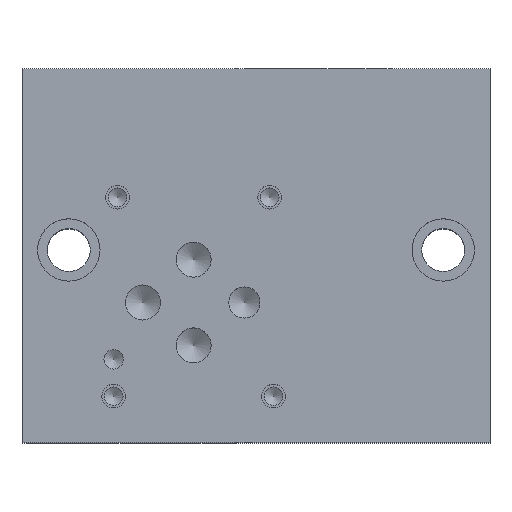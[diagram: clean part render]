
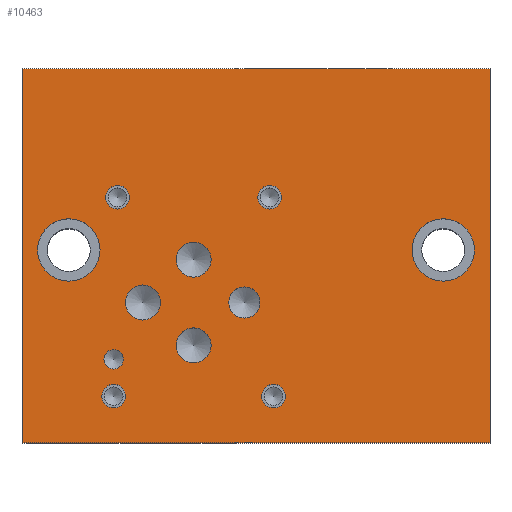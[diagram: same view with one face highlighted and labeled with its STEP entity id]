
A CAD part, top view. The second image highlights one B-rep face of the part: STEP entity #10463.
In plain terms, the highlighted planar face has unit normal (0, 0, 1).
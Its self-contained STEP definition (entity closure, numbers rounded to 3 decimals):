
#220=CIRCLE('',#10971,6.35);
#221=CIRCLE('',#10972,6.35);
#226=CIRCLE('',#10980,6.35);
#227=CIRCLE('',#10981,6.35);
#231=CIRCLE('',#10988,3.175);
#232=CIRCLE('',#10989,3.175);
#235=CIRCLE('',#10994,3.569);
#236=CIRCLE('',#10995,3.569);
#239=CIRCLE('',#11000,3.569);
#240=CIRCLE('',#11001,3.569);
#243=CIRCLE('',#11006,3.569);
#244=CIRCLE('',#11007,3.569);
#247=CIRCLE('',#11012,1.981);
#248=CIRCLE('',#11013,1.981);
#254=CIRCLE('',#11022,2.413);
#255=CIRCLE('',#11023,2.413);
#261=CIRCLE('',#11033,2.413);
#262=CIRCLE('',#11034,2.413);
#268=CIRCLE('',#11044,2.413);
#269=CIRCLE('',#11045,2.413);
#275=CIRCLE('',#11055,2.413);
#276=CIRCLE('',#11056,2.413);
#354=FACE_BOUND('',#1910,.T.);
#355=FACE_BOUND('',#1911,.T.);
#356=FACE_BOUND('',#1912,.T.);
#357=FACE_BOUND('',#1913,.T.);
#358=FACE_BOUND('',#1914,.T.);
#359=FACE_BOUND('',#1915,.T.);
#360=FACE_BOUND('',#1916,.T.);
#361=FACE_BOUND('',#1917,.T.);
#362=FACE_BOUND('',#1918,.T.);
#363=FACE_BOUND('',#1919,.T.);
#364=FACE_BOUND('',#1920,.T.);
#1298=FACE_OUTER_BOUND('',#1909,.T.);
#1909=EDGE_LOOP('',(#9162,#9163,#9164,#9165));
#1910=EDGE_LOOP('',(#9166,#9167));
#1911=EDGE_LOOP('',(#9168,#9169));
#1912=EDGE_LOOP('',(#9170,#9171));
#1913=EDGE_LOOP('',(#9172,#9173));
#1914=EDGE_LOOP('',(#9174,#9175));
#1915=EDGE_LOOP('',(#9176,#9177));
#1916=EDGE_LOOP('',(#9178,#9179));
#1917=EDGE_LOOP('',(#9180,#9181));
#1918=EDGE_LOOP('',(#9182,#9183));
#1919=EDGE_LOOP('',(#9184,#9185));
#1920=EDGE_LOOP('',(#9186,#9187));
#1982=LINE('',#13480,#2968);
#2042=LINE('',#13763,#3028);
#2078=LINE('',#13858,#3064);
#2909=LINE('',#17907,#3895);
#2968=VECTOR('',#11162,10.);
#3028=VECTOR('',#11284,10.);
#3064=VECTOR('',#11370,10.);
#3895=VECTOR('',#13213,10.);
#3946=VERTEX_POINT('',#13477);
#3947=VERTEX_POINT('',#13479);
#4010=VERTEX_POINT('',#13760);
#4011=VERTEX_POINT('',#13762);
#4820=VERTEX_POINT('',#17725);
#4821=VERTEX_POINT('',#17726);
#4826=VERTEX_POINT('',#17742);
#4827=VERTEX_POINT('',#17743);
#4832=VERTEX_POINT('',#17759);
#4833=VERTEX_POINT('',#17760);
#4837=VERTEX_POINT('',#17772);
#4838=VERTEX_POINT('',#17773);
#4842=VERTEX_POINT('',#17785);
#4843=VERTEX_POINT('',#17786);
#4847=VERTEX_POINT('',#17798);
#4848=VERTEX_POINT('',#17799);
#4852=VERTEX_POINT('',#17811);
#4853=VERTEX_POINT('',#17812);
#4860=VERTEX_POINT('',#17831);
#4861=VERTEX_POINT('',#17832);
#4868=VERTEX_POINT('',#17853);
#4869=VERTEX_POINT('',#17854);
#4876=VERTEX_POINT('',#17875);
#4877=VERTEX_POINT('',#17876);
#4884=VERTEX_POINT('',#17897);
#4885=VERTEX_POINT('',#17898);
#4960=EDGE_CURVE('',#3947,#3946,#1982,.T.);
#5048=EDGE_CURVE('',#4011,#4010,#2042,.T.);
#5096=EDGE_CURVE('',#4010,#3947,#2078,.T.);
#6237=EDGE_CURVE('',#4820,#4821,#220,.T.);
#6238=EDGE_CURVE('',#4821,#4820,#221,.T.);
#6245=EDGE_CURVE('',#4826,#4827,#226,.T.);
#6246=EDGE_CURVE('',#4827,#4826,#227,.T.);
#6253=EDGE_CURVE('',#4832,#4833,#231,.T.);
#6254=EDGE_CURVE('',#4833,#4832,#232,.T.);
#6259=EDGE_CURVE('',#4837,#4838,#235,.T.);
#6260=EDGE_CURVE('',#4838,#4837,#236,.T.);
#6265=EDGE_CURVE('',#4842,#4843,#239,.T.);
#6266=EDGE_CURVE('',#4843,#4842,#240,.T.);
#6271=EDGE_CURVE('',#4847,#4848,#243,.T.);
#6272=EDGE_CURVE('',#4848,#4847,#244,.T.);
#6277=EDGE_CURVE('',#4852,#4853,#247,.T.);
#6278=EDGE_CURVE('',#4853,#4852,#248,.T.);
#6286=EDGE_CURVE('',#4860,#4861,#254,.T.);
#6287=EDGE_CURVE('',#4861,#4860,#255,.T.);
#6296=EDGE_CURVE('',#4868,#4869,#261,.T.);
#6297=EDGE_CURVE('',#4869,#4868,#262,.T.);
#6306=EDGE_CURVE('',#4876,#4877,#268,.T.);
#6307=EDGE_CURVE('',#4877,#4876,#269,.T.);
#6316=EDGE_CURVE('',#4884,#4885,#275,.T.);
#6317=EDGE_CURVE('',#4885,#4884,#276,.T.);
#6321=EDGE_CURVE('',#3946,#4011,#2909,.T.);
#9162=ORIENTED_EDGE('',*,*,#5096,.T.);
#9163=ORIENTED_EDGE('',*,*,#4960,.T.);
#9164=ORIENTED_EDGE('',*,*,#6321,.T.);
#9165=ORIENTED_EDGE('',*,*,#5048,.T.);
#9166=ORIENTED_EDGE('',*,*,#6237,.T.);
#9167=ORIENTED_EDGE('',*,*,#6238,.T.);
#9168=ORIENTED_EDGE('',*,*,#6245,.T.);
#9169=ORIENTED_EDGE('',*,*,#6246,.T.);
#9170=ORIENTED_EDGE('',*,*,#6253,.T.);
#9171=ORIENTED_EDGE('',*,*,#6254,.T.);
#9172=ORIENTED_EDGE('',*,*,#6259,.T.);
#9173=ORIENTED_EDGE('',*,*,#6260,.T.);
#9174=ORIENTED_EDGE('',*,*,#6265,.T.);
#9175=ORIENTED_EDGE('',*,*,#6266,.T.);
#9176=ORIENTED_EDGE('',*,*,#6271,.T.);
#9177=ORIENTED_EDGE('',*,*,#6272,.T.);
#9178=ORIENTED_EDGE('',*,*,#6277,.T.);
#9179=ORIENTED_EDGE('',*,*,#6278,.T.);
#9180=ORIENTED_EDGE('',*,*,#6286,.T.);
#9181=ORIENTED_EDGE('',*,*,#6287,.T.);
#9182=ORIENTED_EDGE('',*,*,#6296,.T.);
#9183=ORIENTED_EDGE('',*,*,#6297,.T.);
#9184=ORIENTED_EDGE('',*,*,#6306,.T.);
#9185=ORIENTED_EDGE('',*,*,#6307,.T.);
#9186=ORIENTED_EDGE('',*,*,#6316,.T.);
#9187=ORIENTED_EDGE('',*,*,#6317,.T.);
#9514=PLANE('',#11062);
#10463=ADVANCED_FACE('',(#1298,#354,#355,#356,#357,#358,#359,#360,#361,
#362,#363,#364),#9514,.T.);
#10971=AXIS2_PLACEMENT_3D('',#17727,#13008,#13009);
#10972=AXIS2_PLACEMENT_3D('',#17728,#13010,#13011);
#10980=AXIS2_PLACEMENT_3D('',#17744,#13028,#13029);
#10981=AXIS2_PLACEMENT_3D('',#17745,#13030,#13031);
#10988=AXIS2_PLACEMENT_3D('',#17761,#13047,#13048);
#10989=AXIS2_PLACEMENT_3D('',#17762,#13049,#13050);
#10994=AXIS2_PLACEMENT_3D('',#17774,#13061,#13062);
#10995=AXIS2_PLACEMENT_3D('',#17775,#13063,#13064);
#11000=AXIS2_PLACEMENT_3D('',#17787,#13075,#13076);
#11001=AXIS2_PLACEMENT_3D('',#17788,#13077,#13078);
#11006=AXIS2_PLACEMENT_3D('',#17800,#13089,#13090);
#11007=AXIS2_PLACEMENT_3D('',#17801,#13091,#13092);
#11012=AXIS2_PLACEMENT_3D('',#17813,#13103,#13104);
#11013=AXIS2_PLACEMENT_3D('',#17814,#13105,#13106);
#11022=AXIS2_PLACEMENT_3D('',#17833,#13125,#13126);
#11023=AXIS2_PLACEMENT_3D('',#17834,#13127,#13128);
#11033=AXIS2_PLACEMENT_3D('',#17855,#13150,#13151);
#11034=AXIS2_PLACEMENT_3D('',#17856,#13152,#13153);
#11044=AXIS2_PLACEMENT_3D('',#17877,#13175,#13176);
#11045=AXIS2_PLACEMENT_3D('',#17878,#13177,#13178);
#11055=AXIS2_PLACEMENT_3D('',#17899,#13200,#13201);
#11056=AXIS2_PLACEMENT_3D('',#17900,#13202,#13203);
#11062=AXIS2_PLACEMENT_3D('',#17910,#13218,#13219);
#11162=DIRECTION('',(0.,1.,0.));
#11284=DIRECTION('',(0.,-1.,0.));
#11370=DIRECTION('',(1.,0.,0.));
#13008=DIRECTION('center_axis',(0.,0.,-1.));
#13009=DIRECTION('ref_axis',(1.,0.,0.));
#13010=DIRECTION('center_axis',(0.,0.,-1.));
#13011=DIRECTION('ref_axis',(1.,0.,0.));
#13028=DIRECTION('center_axis',(0.,0.,-1.));
#13029=DIRECTION('ref_axis',(1.,0.,0.));
#13030=DIRECTION('center_axis',(0.,0.,-1.));
#13031=DIRECTION('ref_axis',(1.,0.,0.));
#13047=DIRECTION('center_axis',(0.,0.,-1.));
#13048=DIRECTION('ref_axis',(1.,0.,0.));
#13049=DIRECTION('center_axis',(0.,0.,-1.));
#13050=DIRECTION('ref_axis',(1.,0.,0.));
#13061=DIRECTION('center_axis',(0.,0.,-1.));
#13062=DIRECTION('ref_axis',(1.,0.,0.));
#13063=DIRECTION('center_axis',(0.,0.,-1.));
#13064=DIRECTION('ref_axis',(1.,0.,0.));
#13075=DIRECTION('center_axis',(0.,0.,-1.));
#13076=DIRECTION('ref_axis',(1.,0.,0.));
#13077=DIRECTION('center_axis',(0.,0.,-1.));
#13078=DIRECTION('ref_axis',(1.,0.,0.));
#13089=DIRECTION('center_axis',(0.,0.,-1.));
#13090=DIRECTION('ref_axis',(1.,0.,0.));
#13091=DIRECTION('center_axis',(0.,0.,-1.));
#13092=DIRECTION('ref_axis',(1.,0.,0.));
#13103=DIRECTION('center_axis',(0.,0.,-1.));
#13104=DIRECTION('ref_axis',(1.,0.,0.));
#13105=DIRECTION('center_axis',(0.,0.,-1.));
#13106=DIRECTION('ref_axis',(1.,0.,0.));
#13125=DIRECTION('center_axis',(0.,0.,-1.));
#13126=DIRECTION('ref_axis',(1.,0.,0.));
#13127=DIRECTION('center_axis',(0.,0.,-1.));
#13128=DIRECTION('ref_axis',(1.,0.,0.));
#13150=DIRECTION('center_axis',(0.,0.,-1.));
#13151=DIRECTION('ref_axis',(1.,0.,0.));
#13152=DIRECTION('center_axis',(0.,0.,-1.));
#13153=DIRECTION('ref_axis',(1.,0.,0.));
#13175=DIRECTION('center_axis',(0.,0.,-1.));
#13176=DIRECTION('ref_axis',(1.,0.,0.));
#13177=DIRECTION('center_axis',(0.,0.,-1.));
#13178=DIRECTION('ref_axis',(1.,0.,0.));
#13200=DIRECTION('center_axis',(0.,0.,-1.));
#13201=DIRECTION('ref_axis',(1.,0.,0.));
#13202=DIRECTION('center_axis',(0.,0.,-1.));
#13203=DIRECTION('ref_axis',(1.,0.,0.));
#13213=DIRECTION('',(-1.,0.,0.));
#13218=DIRECTION('center_axis',(0.,0.,1.));
#13219=DIRECTION('ref_axis',(1.,0.,0.));
#13477=CARTESIAN_POINT('',(95.25,76.2,69.85));
#13479=CARTESIAN_POINT('',(95.25,0.,69.85));
#13480=CARTESIAN_POINT('',(95.25,0.,69.85));
#13760=CARTESIAN_POINT('',(0.,0.,69.85));
#13762=CARTESIAN_POINT('',(0.,76.2,69.85));
#13763=CARTESIAN_POINT('',(0.,76.2,69.85));
#13858=CARTESIAN_POINT('',(0.,0.,69.85));
#17725=CARTESIAN_POINT('',(15.875,39.268,69.85));
#17726=CARTESIAN_POINT('',(3.175,39.268,69.85));
#17727=CARTESIAN_POINT('Origin',(9.525,39.268,69.85));
#17728=CARTESIAN_POINT('Origin',(9.525,39.268,69.85));
#17742=CARTESIAN_POINT('',(92.075,39.268,69.85));
#17743=CARTESIAN_POINT('',(79.375,39.268,69.85));
#17744=CARTESIAN_POINT('Origin',(85.725,39.268,69.85));
#17745=CARTESIAN_POINT('Origin',(85.725,39.268,69.85));
#17759=CARTESIAN_POINT('',(48.438,28.575,69.85));
#17760=CARTESIAN_POINT('',(42.088,28.575,69.85));
#17761=CARTESIAN_POINT('Origin',(45.263,28.575,69.85));
#17762=CARTESIAN_POINT('Origin',(45.263,28.575,69.85));
#17772=CARTESIAN_POINT('',(38.494,37.313,69.85));
#17773=CARTESIAN_POINT('',(31.356,37.313,69.85));
#17774=CARTESIAN_POINT('Origin',(34.925,37.313,69.85));
#17775=CARTESIAN_POINT('Origin',(34.925,37.313,69.85));
#17785=CARTESIAN_POINT('',(28.181,28.575,69.85));
#17786=CARTESIAN_POINT('',(21.044,28.575,69.85));
#17787=CARTESIAN_POINT('Origin',(24.613,28.575,69.85));
#17788=CARTESIAN_POINT('Origin',(24.613,28.575,69.85));
#17798=CARTESIAN_POINT('',(38.494,19.837,69.85));
#17799=CARTESIAN_POINT('',(31.356,19.837,69.85));
#17800=CARTESIAN_POINT('Origin',(34.925,19.837,69.85));
#17801=CARTESIAN_POINT('Origin',(34.925,19.837,69.85));
#17811=CARTESIAN_POINT('',(20.65,17.018,69.85));
#17812=CARTESIAN_POINT('',(16.688,17.018,69.85));
#17813=CARTESIAN_POINT('Origin',(18.669,17.018,69.85));
#17814=CARTESIAN_POINT('Origin',(18.669,17.018,69.85));
#17831=CARTESIAN_POINT('',(53.619,9.525,69.85));
#17832=CARTESIAN_POINT('',(48.793,9.525,69.85));
#17833=CARTESIAN_POINT('Origin',(51.206,9.525,69.85));
#17834=CARTESIAN_POINT('Origin',(51.206,9.525,69.85));
#17853=CARTESIAN_POINT('',(21.869,50.013,69.85));
#17854=CARTESIAN_POINT('',(17.043,50.013,69.85));
#17855=CARTESIAN_POINT('Origin',(19.456,50.013,69.85));
#17856=CARTESIAN_POINT('Origin',(19.456,50.013,69.85));
#17875=CARTESIAN_POINT('',(52.832,50.013,69.85));
#17876=CARTESIAN_POINT('',(48.006,50.013,69.85));
#17877=CARTESIAN_POINT('Origin',(50.419,50.013,69.85));
#17878=CARTESIAN_POINT('Origin',(50.419,50.013,69.85));
#17897=CARTESIAN_POINT('',(21.082,9.525,69.85));
#17898=CARTESIAN_POINT('',(16.256,9.525,69.85));
#17899=CARTESIAN_POINT('Origin',(18.669,9.525,69.85));
#17900=CARTESIAN_POINT('Origin',(18.669,9.525,69.85));
#17907=CARTESIAN_POINT('',(95.25,76.2,69.85));
#17910=CARTESIAN_POINT('Origin',(47.625,38.1,69.85));
